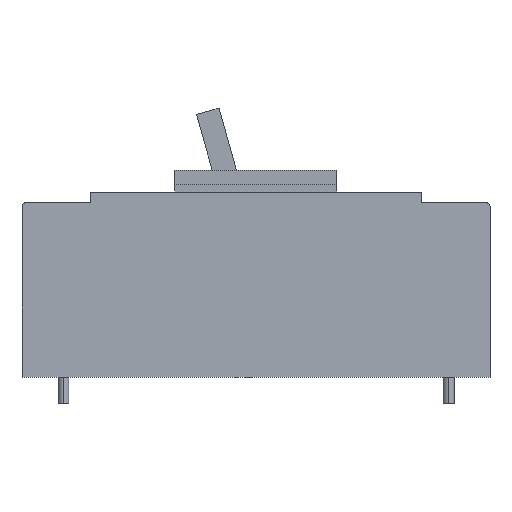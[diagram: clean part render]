
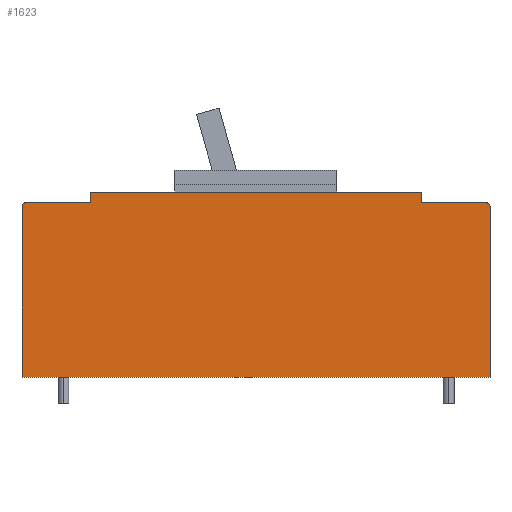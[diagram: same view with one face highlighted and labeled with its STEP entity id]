
A CAD part, left-side view. The second image highlights one B-rep face of the part: STEP entity #1623.
In plain terms, the highlighted planar face has unit normal (-1, 0, 0).
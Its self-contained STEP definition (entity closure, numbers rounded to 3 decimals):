
#21 = VERTEX_POINT ( 'NONE', #2159 ) ;
#54 = VERTEX_POINT ( 'NONE', #8808 ) ;
#448 = CARTESIAN_POINT ( 'NONE',  ( -70., -130., 0. ) ) ;
#519 = DIRECTION ( 'NONE',  ( 1., 0., 0. ) ) ;
#546 = DIRECTION ( 'NONE',  ( 0., -1., 0. ) ) ;
#576 = EDGE_CURVE ( 'NONE', #3743, #1638, #7567, .T. ) ;
#601 = VECTOR ( 'NONE', #8378, 1000. ) ;
#796 = CIRCLE ( 'NONE', #9430, 2. ) ;
#986 = EDGE_CURVE ( 'NONE', #7322, #1638, #6623, .T. ) ;
#1134 = DIRECTION ( 'NONE',  ( 0., 0., -1. ) ) ;
#1235 = VECTOR ( 'NONE', #1134, 1000. ) ;
#1275 = CARTESIAN_POINT ( 'NONE',  ( -70., -128., 95. ) ) ;
#1477 = ORIENTED_EDGE ( 'NONE', *, *, #2642, .F. ) ;
#1479 = EDGE_LOOP ( 'NONE', ( #3454, #8675, #1477, #4507, #10155, #5678, #5941, #1608, #3099, #9670 ) ) ;
#1608 = ORIENTED_EDGE ( 'NONE', *, *, #10184, .T. ) ;
#1623 = ADVANCED_FACE ( 'NONE', ( #8212 ), #8245, .F. ) ;
#1628 = CARTESIAN_POINT ( 'NONE',  ( -70., -130., 95. ) ) ;
#1638 = VERTEX_POINT ( 'NONE', #448 ) ;
#1812 = LINE ( 'NONE', #2733, #9777 ) ;
#2063 = DIRECTION ( 'NONE',  ( 0., 1., 0. ) ) ;
#2159 = CARTESIAN_POINT ( 'NONE',  ( -70., -92., 103. ) ) ;
#2242 = EDGE_CURVE ( 'NONE', #5370, #21, #4789, .T. ) ;
#2363 = DIRECTION ( 'NONE',  ( 0., 0., 1. ) ) ;
#2633 = VECTOR ( 'NONE', #7200, 1000. ) ;
#2642 = EDGE_CURVE ( 'NONE', #5370, #54, #1812, .T. ) ;
#2733 = CARTESIAN_POINT ( 'NONE',  ( -70., -130., 97. ) ) ;
#2756 = VECTOR ( 'NONE', #2363, 1000. ) ;
#2827 = CARTESIAN_POINT ( 'NONE',  ( -70., 130., 97. ) ) ;
#2915 = CIRCLE ( 'NONE', #10040, 2. ) ;
#3099 = ORIENTED_EDGE ( 'NONE', *, *, #7317, .T. ) ;
#3364 = DIRECTION ( 'NONE',  ( -1., 0., 0. ) ) ;
#3454 = ORIENTED_EDGE ( 'NONE', *, *, #576, .F. ) ;
#3484 = EDGE_CURVE ( 'NONE', #9915, #4111, #6683, .T. ) ;
#3548 = DIRECTION ( 'NONE',  ( 0., -1., 0. ) ) ;
#3635 = CARTESIAN_POINT ( 'NONE',  ( -70., 92., 97. ) ) ;
#3743 = VERTEX_POINT ( 'NONE', #1628 ) ;
#3814 = VERTEX_POINT ( 'NONE', #4967 ) ;
#3858 = CARTESIAN_POINT ( 'NONE',  ( -70., 128., 97. ) ) ;
#4111 = VERTEX_POINT ( 'NONE', #3635 ) ;
#4116 = EDGE_CURVE ( 'NONE', #3743, #54, #2915, .T. ) ;
#4501 = CARTESIAN_POINT ( 'NONE',  ( -70., 130., 0. ) ) ;
#4507 = ORIENTED_EDGE ( 'NONE', *, *, #2242, .T. ) ;
#4764 = CARTESIAN_POINT ( 'NONE',  ( -70., 92., 97. ) ) ;
#4789 = LINE ( 'NONE', #6992, #9016 ) ;
#4967 = CARTESIAN_POINT ( 'NONE',  ( -70., 130., 95. ) ) ;
#5133 = LINE ( 'NONE', #4764, #2756 ) ;
#5279 = VERTEX_POINT ( 'NONE', #8652 ) ;
#5361 = DIRECTION ( 'NONE',  ( 0., 0., 1. ) ) ;
#5370 = VERTEX_POINT ( 'NONE', #8749 ) ;
#5678 = ORIENTED_EDGE ( 'NONE', *, *, #7072, .F. ) ;
#5903 = CARTESIAN_POINT ( 'NONE',  ( -70., -130., 103. ) ) ;
#5941 = ORIENTED_EDGE ( 'NONE', *, *, #3484, .F. ) ;
#5971 = DIRECTION ( 'NONE',  ( 0., 0., -1. ) ) ;
#6405 = CARTESIAN_POINT ( 'NONE',  ( -70., 130., 103. ) ) ;
#6478 = EDGE_CURVE ( 'NONE', #5279, #21, #6880, .T. ) ;
#6623 = LINE ( 'NONE', #4501, #8474 ) ;
#6683 = LINE ( 'NONE', #2827, #601 ) ;
#6764 = CARTESIAN_POINT ( 'NONE',  ( -70., 130., 0. ) ) ;
#6837 = DIRECTION ( 'NONE',  ( -1., 0., 0. ) ) ;
#6880 = LINE ( 'NONE', #6405, #2633 ) ;
#6992 = CARTESIAN_POINT ( 'NONE',  ( -70., -92., 97. ) ) ;
#7072 = EDGE_CURVE ( 'NONE', #4111, #5279, #5133, .T. ) ;
#7200 = DIRECTION ( 'NONE',  ( 0., -1., 0. ) ) ;
#7317 = EDGE_CURVE ( 'NONE', #3814, #7322, #7355, .T. ) ;
#7322 = VERTEX_POINT ( 'NONE', #6764 ) ;
#7355 = LINE ( 'NONE', #8319, #7610 ) ;
#7567 = LINE ( 'NONE', #5903, #1235 ) ;
#7610 = VECTOR ( 'NONE', #5971, 1000. ) ;
#8119 = CARTESIAN_POINT ( 'NONE',  ( -70., 128., 95. ) ) ;
#8212 = FACE_OUTER_BOUND ( 'NONE', #1479, .T. ) ;
#8245 = PLANE ( 'NONE',  #10182 ) ;
#8319 = CARTESIAN_POINT ( 'NONE',  ( -70., 130., 103. ) ) ;
#8378 = DIRECTION ( 'NONE',  ( 0., -1., 0. ) ) ;
#8448 = CARTESIAN_POINT ( 'NONE',  ( -70., 130., 103. ) ) ;
#8474 = VECTOR ( 'NONE', #546, 1000. ) ;
#8652 = CARTESIAN_POINT ( 'NONE',  ( -70., 92., 103. ) ) ;
#8675 = ORIENTED_EDGE ( 'NONE', *, *, #4116, .T. ) ;
#8749 = CARTESIAN_POINT ( 'NONE',  ( -70., -92., 97. ) ) ;
#8808 = CARTESIAN_POINT ( 'NONE',  ( -70., -128., 97. ) ) ;
#8920 = DIRECTION ( 'NONE',  ( 0., 1., 0. ) ) ;
#9007 = DIRECTION ( 'NONE',  ( 0., 1., 0. ) ) ;
#9016 = VECTOR ( 'NONE', #5361, 1000. ) ;
#9430 = AXIS2_PLACEMENT_3D ( 'NONE', #8119, #3364, #8920 ) ;
#9670 = ORIENTED_EDGE ( 'NONE', *, *, #986, .T. ) ;
#9777 = VECTOR ( 'NONE', #3548, 1000. ) ;
#9915 = VERTEX_POINT ( 'NONE', #3858 ) ;
#10040 = AXIS2_PLACEMENT_3D ( 'NONE', #1275, #6837, #2063 ) ;
#10155 = ORIENTED_EDGE ( 'NONE', *, *, #6478, .F. ) ;
#10182 = AXIS2_PLACEMENT_3D ( 'NONE', #8448, #519, #9007 ) ;
#10184 = EDGE_CURVE ( 'NONE', #9915, #3814, #796, .T. ) ;
